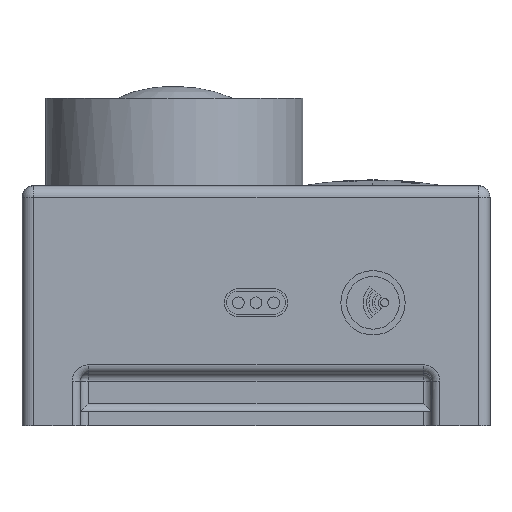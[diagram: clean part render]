
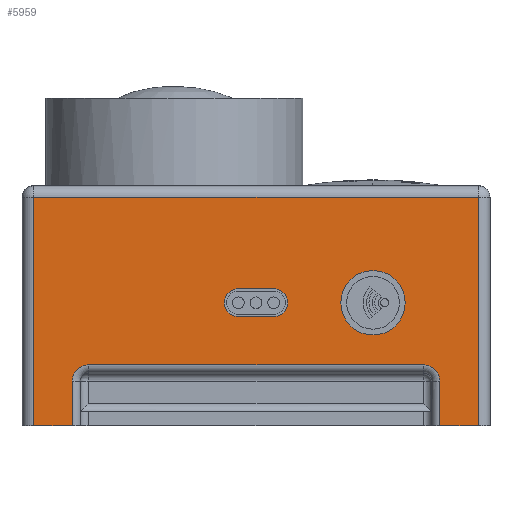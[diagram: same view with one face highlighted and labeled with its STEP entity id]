
A CAD part, left-side view. The second image highlights one B-rep face of the part: STEP entity #5959.
In plain terms, the highlighted planar face has unit normal (-1, 0, 0).
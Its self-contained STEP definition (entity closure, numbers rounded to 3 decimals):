
#203=LINE('',#9941,#679);
#205=LINE('',#9951,#681);
#254=LINE('',#10077,#730);
#255=LINE('',#10081,#731);
#256=LINE('',#10084,#732);
#257=LINE('',#10086,#733);
#258=LINE('',#10088,#734);
#259=LINE('',#10089,#735);
#260=LINE('',#10094,#736);
#261=LINE('',#10097,#737);
#679=VECTOR('',#7127,0.33);
#681=VECTOR('',#7137,0.33);
#730=VECTOR('',#7222,0.38);
#731=VECTOR('',#7225,2.86);
#732=VECTOR('',#7228,0.38);
#733=VECTOR('',#7229,1.95);
#734=VECTOR('',#7230,3.8);
#735=VECTOR('',#7231,1.95);
#736=VECTOR('',#7234,0.3);
#737=VECTOR('',#7237,0.3);
#1142=PLANE('',#6478);
#1316=FACE_BOUND('',#1722,.T.);
#1317=FACE_BOUND('',#1723,.T.);
#1364=FACE_OUTER_BOUND('',#1721,.T.);
#1721=EDGE_LOOP('',(#4111,#4112,#4113,#4114,#4115,#4116,#4117,#4118,#4119,
#4120));
#1722=EDGE_LOOP('',(#4121,#4122,#4123,#4124));
#1723=EDGE_LOOP('',(#4125,#4126));
#2150=CIRCLE('',#6479,0.14);
#2151=CIRCLE('',#6480,0.14);
#2152=CIRCLE('',#6481,0.12);
#2153=CIRCLE('',#6482,0.12);
#2154=CIRCLE('',#6483,0.275);
#2155=CIRCLE('',#6484,0.275);
#2585=VERTEX_POINT('',#9938);
#2586=VERTEX_POINT('',#9940);
#2589=VERTEX_POINT('',#9948);
#2590=VERTEX_POINT('',#9950);
#2649=VERTEX_POINT('',#10076);
#2650=VERTEX_POINT('',#10078);
#2651=VERTEX_POINT('',#10080);
#2652=VERTEX_POINT('',#10082);
#2653=VERTEX_POINT('',#10085);
#2654=VERTEX_POINT('',#10087);
#2655=VERTEX_POINT('',#10090);
#2656=VERTEX_POINT('',#10091);
#2657=VERTEX_POINT('',#10093);
#2658=VERTEX_POINT('',#10095);
#2659=VERTEX_POINT('',#10098);
#2660=VERTEX_POINT('',#10099);
#3166=EDGE_CURVE('',#2586,#2585,#203,.T.);
#3172=EDGE_CURVE('',#2590,#2589,#205,.T.);
#3232=EDGE_CURVE('',#2585,#2649,#254,.F.);
#3233=EDGE_CURVE('',#2650,#2649,#2150,.F.);
#3234=EDGE_CURVE('',#2650,#2651,#255,.F.);
#3235=EDGE_CURVE('',#2652,#2651,#2151,.F.);
#3236=EDGE_CURVE('',#2652,#2590,#256,.F.);
#3237=EDGE_CURVE('',#2589,#2653,#257,.F.);
#3238=EDGE_CURVE('',#2653,#2654,#258,.F.);
#3239=EDGE_CURVE('',#2654,#2586,#259,.T.);
#3240=EDGE_CURVE('',#2655,#2656,#2152,.F.);
#3241=EDGE_CURVE('',#2657,#2655,#260,.T.);
#3242=EDGE_CURVE('',#2658,#2657,#2153,.F.);
#3243=EDGE_CURVE('',#2656,#2658,#261,.T.);
#3244=EDGE_CURVE('',#2659,#2660,#2154,.T.);
#3245=EDGE_CURVE('',#2660,#2659,#2155,.T.);
#4111=ORIENTED_EDGE('',*,*,#3166,.T.);
#4112=ORIENTED_EDGE('',*,*,#3232,.T.);
#4113=ORIENTED_EDGE('',*,*,#3233,.F.);
#4114=ORIENTED_EDGE('',*,*,#3234,.T.);
#4115=ORIENTED_EDGE('',*,*,#3235,.F.);
#4116=ORIENTED_EDGE('',*,*,#3236,.T.);
#4117=ORIENTED_EDGE('',*,*,#3172,.T.);
#4118=ORIENTED_EDGE('',*,*,#3237,.T.);
#4119=ORIENTED_EDGE('',*,*,#3238,.T.);
#4120=ORIENTED_EDGE('',*,*,#3239,.T.);
#4121=ORIENTED_EDGE('',*,*,#3240,.F.);
#4122=ORIENTED_EDGE('',*,*,#3241,.F.);
#4123=ORIENTED_EDGE('',*,*,#3242,.F.);
#4124=ORIENTED_EDGE('',*,*,#3243,.F.);
#4125=ORIENTED_EDGE('',*,*,#3244,.F.);
#4126=ORIENTED_EDGE('',*,*,#3245,.F.);
#5959=ADVANCED_FACE('',(#1364,#1316,#1317),#1142,.F.);
#6478=AXIS2_PLACEMENT_3D('',#10075,#7220,#7221);
#6479=AXIS2_PLACEMENT_3D('',#10079,#7223,#7224);
#6480=AXIS2_PLACEMENT_3D('',#10083,#7226,#7227);
#6481=AXIS2_PLACEMENT_3D('',#10092,#7232,#7233);
#6482=AXIS2_PLACEMENT_3D('',#10096,#7235,#7236);
#6483=AXIS2_PLACEMENT_3D('',#10100,#7238,#7239);
#6484=AXIS2_PLACEMENT_3D('',#10101,#7240,#7241);
#7127=DIRECTION('',(0.,-1.,0.));
#7137=DIRECTION('',(0.,-1.,0.));
#7220=DIRECTION('center_axis',(1.,0.,0.));
#7221=DIRECTION('ref_axis',(0.,0.,-1.));
#7222=DIRECTION('',(0.,0.,-1.));
#7223=DIRECTION('center_axis',(1.,0.,0.));
#7224=DIRECTION('ref_axis',(0.,0.,-1.));
#7225=DIRECTION('',(0.,1.,0.));
#7226=DIRECTION('center_axis',(1.,0.,0.));
#7227=DIRECTION('ref_axis',(0.,0.,-1.));
#7228=DIRECTION('',(0.,0.,1.));
#7229=DIRECTION('',(0.,0.,-1.));
#7230=DIRECTION('',(0.,-1.,0.));
#7231=DIRECTION('',(0.,0.,-1.));
#7232=DIRECTION('center_axis',(1.,0.,0.));
#7233=DIRECTION('ref_axis',(0.,0.,-1.));
#7234=DIRECTION('',(0.,-1.,0.));
#7235=DIRECTION('center_axis',(1.,0.,0.));
#7236=DIRECTION('ref_axis',(0.,0.,-1.));
#7237=DIRECTION('',(0.,1.,0.));
#7238=DIRECTION('center_axis',(-1.,0.,0.));
#7239=DIRECTION('ref_axis',(0.,0.,1.));
#7240=DIRECTION('center_axis',(-1.,0.,0.));
#7241=DIRECTION('ref_axis',(0.,0.,1.));
#9938=CARTESIAN_POINT('',(-2.95,1.57,0.));
#9940=CARTESIAN_POINT('',(-2.95,1.9,0.));
#9941=CARTESIAN_POINT('',(-2.95,1.9,0.));
#9948=CARTESIAN_POINT('',(-2.95,-1.9,0.));
#9950=CARTESIAN_POINT('',(-2.95,-1.57,0.));
#9951=CARTESIAN_POINT('',(-2.95,-1.57,0.));
#10075=CARTESIAN_POINT('Origin',(-2.95,-2.,1.9));
#10076=CARTESIAN_POINT('',(-2.95,1.57,0.38));
#10077=CARTESIAN_POINT('',(-2.95,1.57,0.38));
#10078=CARTESIAN_POINT('',(-2.95,1.43,0.52));
#10079=CARTESIAN_POINT('Origin',(-2.95,1.43,0.38));
#10080=CARTESIAN_POINT('',(-2.95,-1.43,0.52));
#10081=CARTESIAN_POINT('',(-2.95,-1.43,0.52));
#10082=CARTESIAN_POINT('',(-2.95,-1.57,0.38));
#10083=CARTESIAN_POINT('Origin',(-2.95,-1.43,0.38));
#10084=CARTESIAN_POINT('',(-2.95,-1.57,0.));
#10085=CARTESIAN_POINT('',(-2.95,-1.9,1.95));
#10086=CARTESIAN_POINT('',(-2.95,-1.9,1.95));
#10087=CARTESIAN_POINT('',(-2.95,1.9,1.95));
#10088=CARTESIAN_POINT('',(-2.95,1.9,1.95));
#10089=CARTESIAN_POINT('',(-2.95,1.9,1.95));
#10090=CARTESIAN_POINT('',(-2.95,-0.15,0.93));
#10091=CARTESIAN_POINT('',(-2.95,-0.15,1.17));
#10092=CARTESIAN_POINT('Origin',(-2.95,-0.15,1.05));
#10093=CARTESIAN_POINT('',(-2.95,0.15,0.93));
#10094=CARTESIAN_POINT('',(-2.95,0.15,0.93));
#10095=CARTESIAN_POINT('',(-2.95,0.15,1.17));
#10096=CARTESIAN_POINT('Origin',(-2.95,0.15,1.05));
#10097=CARTESIAN_POINT('',(-2.95,-0.15,1.17));
#10098=CARTESIAN_POINT('',(-2.95,-1.,1.325));
#10099=CARTESIAN_POINT('',(-2.95,-1.,0.775));
#10100=CARTESIAN_POINT('Origin',(-2.95,-1.,1.05));
#10101=CARTESIAN_POINT('Origin',(-2.95,-1.,1.05));
